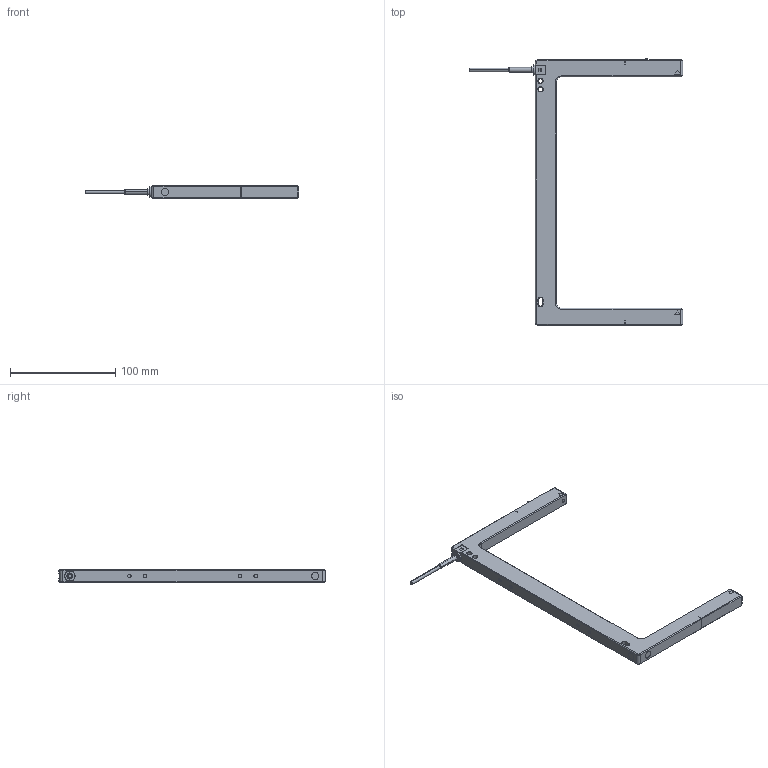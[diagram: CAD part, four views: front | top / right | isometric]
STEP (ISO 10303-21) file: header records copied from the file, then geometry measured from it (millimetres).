
FILE_DESCRIPTION((''),'2;1');
FILE_NAME('137660_SM01_ASM','2022-03-30T09:07:55',('PDMAdmin'),('BANNER ENGINEERING'),'CREO PARAMETRIC BY PTC INC, 2019292','CREO PARAMETRIC BY PTC INC, 2019292','');
FILE_SCHEMA(('CONFIG_CONTROL_DESIGN'));
Products named in the file (4): 137660_EP01; 127047; CABLE_130; 137660_SM01_ASM
Assembly tree (3 placements, depth 2):
  137660_SM01_ASM
    137660_EP01
    127047
    CABLE_130
Bounding box: 202.63 x 253 x 12 mm (x, y, z)
Volume: 105897.3 mm3; surface area: 31258.8 mm2
Topology: 3 solids, 3 shells, 269 faces, 634 edges, 400 vertices
Faces by surface type: plane 137, cylinder 90, cone 36, torus 6
Entity records: 9339 total; most frequent: CARTESIAN_POINT 3007, DIRECTION 1298, ORIENTED_EDGE 1268, EDGE_CURVE 634, AXIS2_PLACEMENT_3D 448, VECTOR 402, LINE 402, VERTEX_POINT 400
